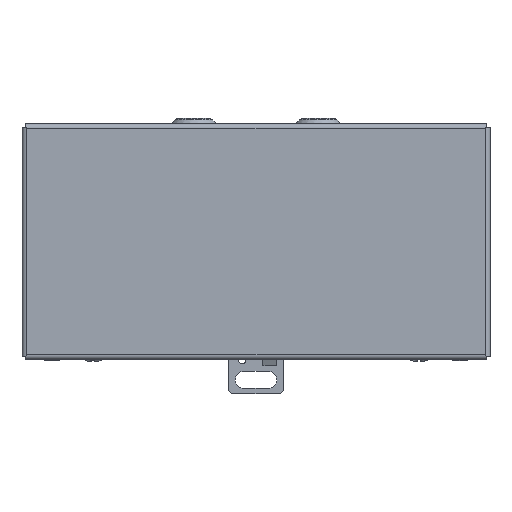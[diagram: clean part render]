
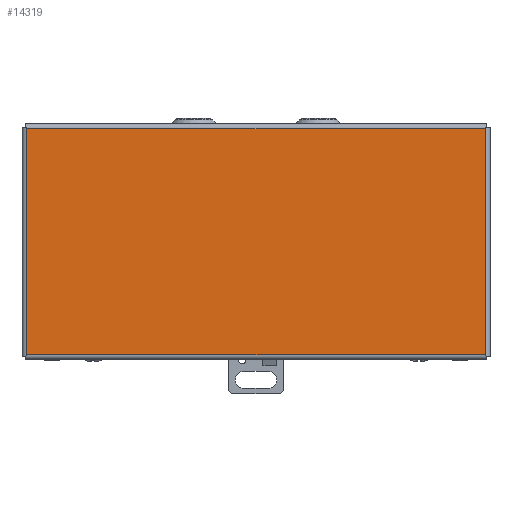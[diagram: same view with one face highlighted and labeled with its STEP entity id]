
A CAD part, top view. The second image highlights one B-rep face of the part: STEP entity #14319.
In plain terms, the highlighted planar face has unit normal (0, 0, 1).
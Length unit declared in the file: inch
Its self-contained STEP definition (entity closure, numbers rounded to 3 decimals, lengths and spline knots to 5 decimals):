
#210 = VERTEX_POINT ( 'NONE', #10387 ) ;
#427 = LINE ( 'NONE', #9739, #1309 ) ;
#821 = VERTEX_POINT ( 'NONE', #11767 ) ;
#1309 = VECTOR ( 'NONE', #14397, 39.37008 ) ;
#1647 = EDGE_CURVE ( 'NONE', #821, #9515, #427, .T. ) ;
#1692 = CARTESIAN_POINT ( 'NONE',  ( 4.1585, -4.135, 4.0285 ) ) ;
#2005 = ORIENTED_EDGE ( 'NONE', *, *, #1647, .F. ) ;
#2886 = VECTOR ( 'NONE', #9788, 39.37008 ) ;
#4074 = CARTESIAN_POINT ( 'NONE',  ( -4.1585, -4.135, 4.0285 ) ) ;
#4083 = LINE ( 'NONE', #6440, #2886 ) ;
#4174 = EDGE_CURVE ( 'NONE', #210, #821, #11555, .T. ) ;
#4351 = ORIENTED_EDGE ( 'NONE', *, *, #9101, .F. ) ;
#4959 = EDGE_LOOP ( 'NONE', ( #10730, #4351, #2005, #9020 ) ) ;
#6284 = LINE ( 'NONE', #1692, #10859 ) ;
#6440 = CARTESIAN_POINT ( 'NONE',  ( -4.1585, -4.135, 4.0285 ) ) ;
#6708 = DIRECTION ( 'NONE',  ( 0., 0., 1. ) ) ;
#7059 = VERTEX_POINT ( 'NONE', #4074 ) ;
#8553 = CARTESIAN_POINT ( 'NONE',  ( 4.1585, -4.135, 4.0285 ) ) ;
#9020 = ORIENTED_EDGE ( 'NONE', *, *, #4174, .F. ) ;
#9101 = EDGE_CURVE ( 'NONE', #9515, #7059, #6284, .T. ) ;
#9515 = VERTEX_POINT ( 'NONE', #8553 ) ;
#9739 = CARTESIAN_POINT ( 'NONE',  ( 4.1585, -0.029, 4.0285 ) ) ;
#9788 = DIRECTION ( 'NONE',  ( 0., 1., 0. ) ) ;
#10124 = CARTESIAN_POINT ( 'NONE',  ( -4.1585, -0.029, 4.0285 ) ) ;
#10277 = FACE_OUTER_BOUND ( 'NONE', #4959, .T. ) ;
#10387 = CARTESIAN_POINT ( 'NONE',  ( -4.1585, -0.029, 4.0285 ) ) ;
#10730 = ORIENTED_EDGE ( 'NONE', *, *, #12501, .F. ) ;
#10859 = VECTOR ( 'NONE', #13296, 39.37008 ) ;
#11350 = DIRECTION ( 'NONE',  ( -1., 0., 0. ) ) ;
#11555 = LINE ( 'NONE', #10124, #12517 ) ;
#11767 = CARTESIAN_POINT ( 'NONE',  ( 4.1585, -0.029, 4.0285 ) ) ;
#12492 = CARTESIAN_POINT ( 'NONE',  ( 4.1585, -0.029, 4.0285 ) ) ;
#12501 = EDGE_CURVE ( 'NONE', #7059, #210, #4083, .T. ) ;
#12517 = VECTOR ( 'NONE', #12559, 39.37008 ) ;
#12559 = DIRECTION ( 'NONE',  ( 1., 0., 0. ) ) ;
#13296 = DIRECTION ( 'NONE',  ( -1., 0., 0. ) ) ;
#13757 = AXIS2_PLACEMENT_3D ( 'NONE', #12492, #6708, #11350 ) ;
#13800 = PLANE ( 'NONE',  #13757 ) ;
#14319 = ADVANCED_FACE ( 'NONE', ( #10277 ), #13800, .T. ) ;
#14397 = DIRECTION ( 'NONE',  ( 0., -1., 0. ) ) ;
